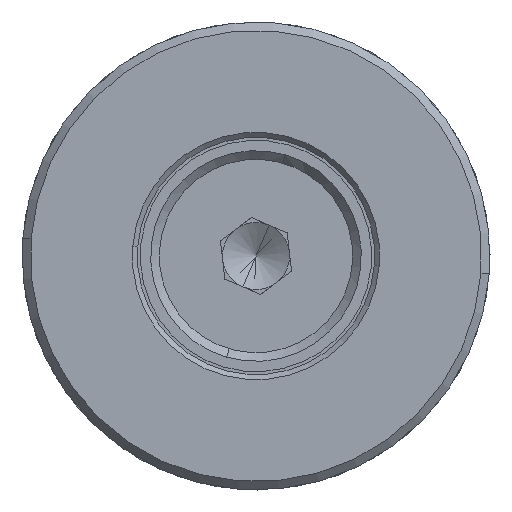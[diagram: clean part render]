
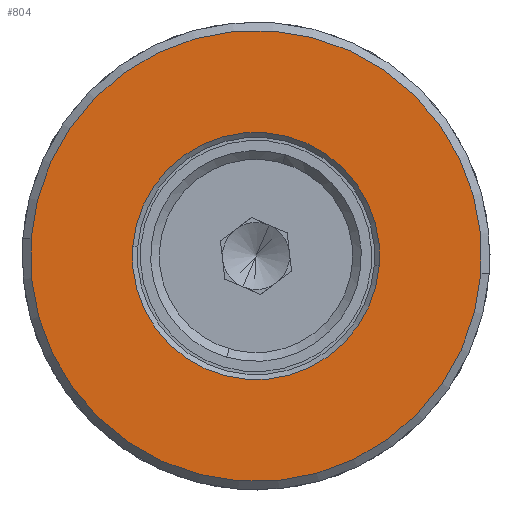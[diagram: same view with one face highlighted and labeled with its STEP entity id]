
A CAD part, front view. The second image highlights one B-rep face of the part: STEP entity #804.
In plain terms, the highlighted face is planar.
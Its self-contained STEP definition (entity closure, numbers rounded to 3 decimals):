
#121 = AXIS2_PLACEMENT_3D ( 'NONE', #1751, #1735, #1736 ) ;
#314 = EDGE_LOOP ( 'NONE', ( #573, #562 ) ) ;
#330 = EDGE_LOOP ( 'NONE', ( #613, #643 ) ) ;
#395 = VERTEX_POINT ( 'NONE', #1203 ) ;
#409 = VERTEX_POINT ( 'NONE', #1159 ) ;
#471 = VERTEX_POINT ( 'NONE', #1266 ) ;
#483 = VERTEX_POINT ( 'NONE', #1234 ) ;
#562 = ORIENTED_EDGE ( 'NONE', *, *, #686, .F. ) ;
#573 = ORIENTED_EDGE ( 'NONE', *, *, #789, .F. ) ;
#613 = ORIENTED_EDGE ( 'NONE', *, *, #763, .T. ) ;
#643 = ORIENTED_EDGE ( 'NONE', *, *, #688, .T. ) ;
#686 = EDGE_CURVE ( 'NONE', #483, #395, #2250, .T. ) ;
#688 = EDGE_CURVE ( 'NONE', #409, #471, #2275, .T. ) ;
#763 = EDGE_CURVE ( 'NONE', #471, #409, #1918, .T. ) ;
#789 = EDGE_CURVE ( 'NONE', #395, #483, #2295, .T. ) ;
#804 = ADVANCED_FACE ( 'NONE', ( #1745, #1719 ), #1743, .T. ) ;
#1159 = CARTESIAN_POINT ( 'NONE',  ( 0., 7.4, 0. ) ) ;
#1203 = CARTESIAN_POINT ( 'NONE',  ( 0., 13.5, 0. ) ) ;
#1234 = CARTESIAN_POINT ( 'NONE',  ( 0., -13.5, 0. ) ) ;
#1266 = CARTESIAN_POINT ( 'NONE',  ( 0., -7.4, 0. ) ) ;
#1275 = CARTESIAN_POINT ( 'NONE',  ( 0., 0., 0. ) ) ;
#1276 = DIRECTION ( 'NONE',  ( 0., 1., 0. ) ) ;
#1278 = DIRECTION ( 'NONE',  ( 1., 0., 0. ) ) ;
#1313 = DIRECTION ( 'NONE',  ( 1., 0., 0. ) ) ;
#1324 = DIRECTION ( 'NONE',  ( 0., 1., 0. ) ) ;
#1363 = CARTESIAN_POINT ( 'NONE',  ( 0., 0., 0. ) ) ;
#1595 = DIRECTION ( 'NONE',  ( 0., 1., 0. ) ) ;
#1602 = DIRECTION ( 'NONE',  ( 1., 0., 0. ) ) ;
#1617 = CARTESIAN_POINT ( 'NONE',  ( 0., 0., 0. ) ) ;
#1691 = DIRECTION ( 'NONE',  ( 1., 0., 0. ) ) ;
#1695 = CARTESIAN_POINT ( 'NONE',  ( 0., 0., 0. ) ) ;
#1713 = DIRECTION ( 'NONE',  ( 0., 1., 0. ) ) ;
#1719 = FACE_OUTER_BOUND ( 'NONE', #314, .T. ) ;
#1735 = DIRECTION ( 'NONE',  ( -1., 0., 0. ) ) ;
#1736 = DIRECTION ( 'NONE',  ( 0., -1., 0. ) ) ;
#1743 = PLANE ( 'NONE',  #121 ) ;
#1745 = FACE_BOUND ( 'NONE', #330, .T. ) ;
#1751 = CARTESIAN_POINT ( 'NONE',  ( 0., -1.541, 0. ) ) ;
#1915 = AXIS2_PLACEMENT_3D ( 'NONE', #1617, #1602, #1595 ) ;
#1918 = CIRCLE ( 'NONE', #1915, 7.4 ) ;
#2238 = AXIS2_PLACEMENT_3D ( 'NONE', #1275, #1278, #1276 ) ;
#2250 = CIRCLE ( 'NONE', #2238, 13.5 ) ;
#2262 = AXIS2_PLACEMENT_3D ( 'NONE', #1363, #1313, #1324 ) ;
#2275 = CIRCLE ( 'NONE', #2262, 7.4 ) ;
#2295 = CIRCLE ( 'NONE', #2296, 13.5 ) ;
#2296 = AXIS2_PLACEMENT_3D ( 'NONE', #1695, #1691, #1713 ) ;
